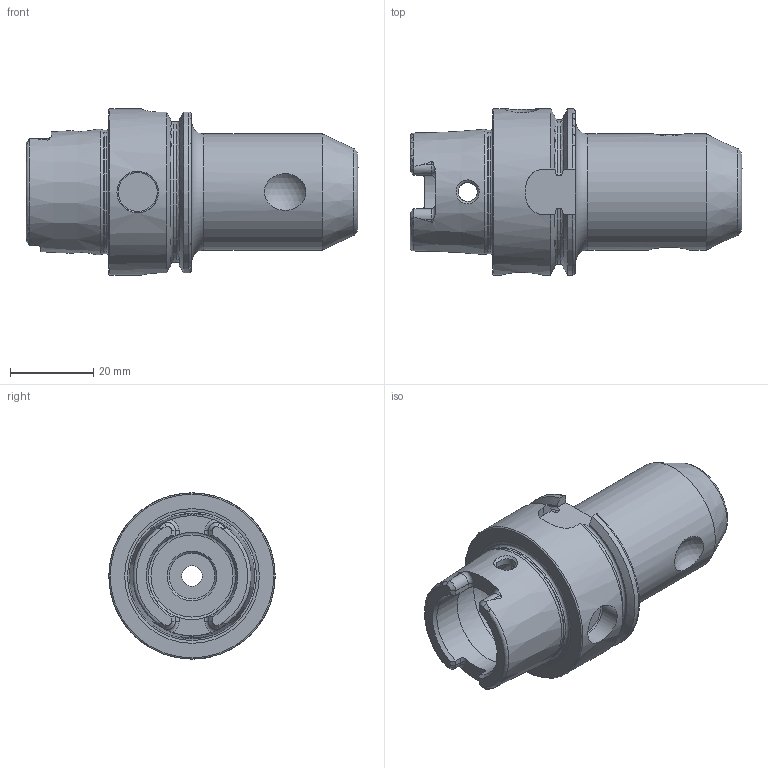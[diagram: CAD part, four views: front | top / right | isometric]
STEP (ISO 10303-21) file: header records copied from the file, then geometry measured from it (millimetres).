
FILE_DESCRIPTION (( 'STEP AP214' ), '1' );
FILE_NAME ('HA4.W08.K21.060.STEP', '2020-07-07T12:00:59', ( '' ), ( '' ), 'SwSTEP 2.0', 'SolidWorks 2017', '' );
FILE_SCHEMA (( 'AUTOMOTIVE_DESIGN' ));
Length unit declared in the file: millimetre
Products named in the file (4): W08-ER1.001.010; ERU-CJ2.001.006; HA4.W08.K21.060; HA4-W08.K21.060_A_Fertigbearbeitung
Assembly tree (4 placements, depth 2):
  HA4.W08.K21.060
    HA4-W08.K21.060_A_Fertigbearbeitung
    W08-ER1.001.010
    ERU-CJ2.001.006  x2
Bounding box: 79.95 x 40 x 40 mm (x, y, z)
Volume: 44795.4 mm3; surface area: 15131.1 mm2
Topology: 4 solids, 4 shells, 190 faces, 472 edges, 302 vertices
Faces by surface type: plane 77, cylinder 48, cone 33, torus 28, bspline 3, sphere 1
Full cylindrical faces by diameter (mm): 2.5 x2, 3 x4, 4.6 x2, 5 x1, 6.8 x1, 8 x4, 8.6 x1, 10 x1, 11 x1, 12.5 x1, 21 x2, 25.5 x1, 28 x1, 29.707 x1, 40 x1
Entity records: 7046 total; most frequent: CARTESIAN_POINT 2997, DIRECTION 751, ORIENTED_EDGE 750, EDGE_CURVE 375, AXIS2_PLACEMENT_3D 309, VERTEX_POINT 266, EDGE_LOOP 253, FACE_OUTER_BOUND 215
